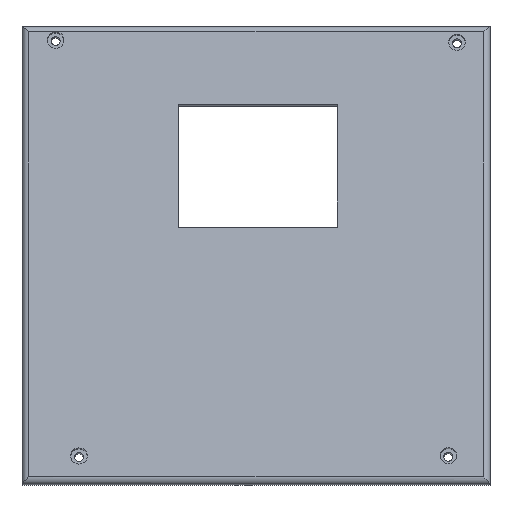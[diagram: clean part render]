
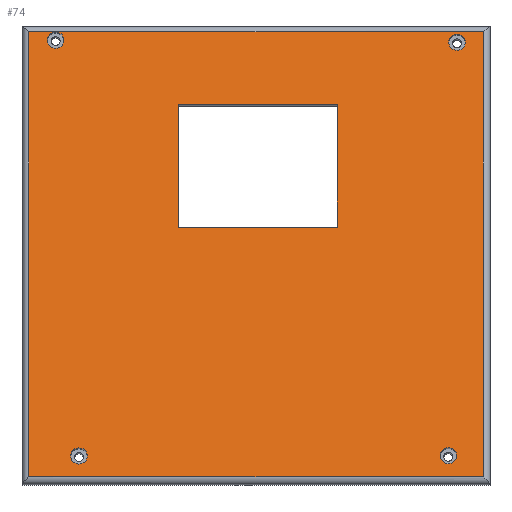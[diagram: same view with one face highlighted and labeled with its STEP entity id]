
A CAD part, top view. The second image highlights one B-rep face of the part: STEP entity #74.
In plain terms, the highlighted face is planar.
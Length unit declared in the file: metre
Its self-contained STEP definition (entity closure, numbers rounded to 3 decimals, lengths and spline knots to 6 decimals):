
#4 = DIRECTION ( 'NONE',  ( 0., -1., 0. ) ) ;
#6 = EDGE_CURVE ( 'NONE', #626, #803, #939, .T. ) ;
#21 = CARTESIAN_POINT ( 'NONE',  ( 0.107701, 0.086408, 0.003 ) ) ;
#22 = AXIS2_PLACEMENT_3D ( 'NONE', #1077, #460, #808 ) ;
#46 = ORIENTED_EDGE ( 'NONE', *, *, #272, .T. ) ;
#51 = DIRECTION ( 'NONE',  ( 0., -1., 0. ) ) ;
#54 = VECTOR ( 'NONE', #493, 1. ) ;
#74 = ADVANCED_FACE ( 'NONE', ( #529, #949, #345, #204, #466, #117 ), #997, .T. ) ;
#75 = CARTESIAN_POINT ( 'NONE',  ( 0.153669, 0.00923, 0.003 ) ) ;
#76 = VERTEX_POINT ( 'NONE', #21 ) ;
#85 = VERTEX_POINT ( 'NONE', #537 ) ;
#87 = EDGE_CURVE ( 'NONE', #732, #559, #556, .T. ) ;
#92 = EDGE_CURVE ( 'NONE', #958, #85, #660, .T. ) ;
#93 = CARTESIAN_POINT ( 'NONE',  ( 0.029836, 0.018135, 0.003 ) ) ;
#108 = DIRECTION ( 'NONE',  ( 0., 0., 1. ) ) ;
#113 = ORIENTED_EDGE ( 'NONE', *, *, #729, .F. ) ;
#115 = VERTEX_POINT ( 'NONE', #306 ) ;
#117 = FACE_OUTER_BOUND ( 'NONE', #961, .T. ) ;
#120 = CARTESIAN_POINT ( 'NONE',  ( 0.141131, 0.013221, 0.003 ) ) ;
#123 = DIRECTION ( 'NONE',  ( 0., 0., 1. ) ) ;
#131 = CARTESIAN_POINT ( 'NONE',  ( 0.151669, 0.148869, 0.003 ) ) ;
#138 = DIRECTION ( 'NONE',  ( -1., 0., 0. ) ) ;
#163 = CIRCLE ( 'NONE', #540, 0.0025 ) ;
#168 = CARTESIAN_POINT ( 'NONE',  ( 0.107701, 0.124408, 0.003 ) ) ;
#170 = CARTESIAN_POINT ( 'NONE',  ( 0.02285, 0.144281, 0.003 ) ) ;
#182 = CARTESIAN_POINT ( 'NONE',  ( 0.029836, 0.015635, 0.003 ) ) ;
#198 = ORIENTED_EDGE ( 'NONE', *, *, #87, .F. ) ;
#204 = FACE_BOUND ( 'NONE', #265, .T. ) ;
#245 = CIRCLE ( 'NONE', #553, 0.0025 ) ;
#247 = LINE ( 'NONE', #593, #274 ) ;
#256 = EDGE_CURVE ( 'NONE', #803, #806, #675, .T. ) ;
#262 = VERTEX_POINT ( 'NONE', #475 ) ;
#265 = EDGE_LOOP ( 'NONE', ( #294, #880 ) ) ;
#272 = EDGE_CURVE ( 'NONE', #806, #115, #654, .T. ) ;
#274 = VECTOR ( 'NONE', #852, 1. ) ;
#281 = CARTESIAN_POINT ( 'NONE',  ( 0.059701, 0.124408, 0.003 ) ) ;
#294 = ORIENTED_EDGE ( 'NONE', *, *, #746, .F. ) ;
#306 = CARTESIAN_POINT ( 'NONE',  ( 0.014701, 0.146869, 0.003 ) ) ;
#309 = ORIENTED_EDGE ( 'NONE', *, *, #415, .F. ) ;
#315 = AXIS2_PLACEMENT_3D ( 'NONE', #1089, #663, #51 ) ;
#316 = ORIENTED_EDGE ( 'NONE', *, *, #510, .T. ) ;
#319 = EDGE_CURVE ( 'NONE', #559, #76, #247, .T. ) ;
#331 = VECTOR ( 'NONE', #1006, 1. ) ;
#333 = VERTEX_POINT ( 'NONE', #168 ) ;
#345 = FACE_BOUND ( 'NONE', #353, .T. ) ;
#350 = CARTESIAN_POINT ( 'NONE',  ( 0.141131, 0.018221, 0.003 ) ) ;
#352 = DIRECTION ( 'NONE',  ( 0., -1., 0. ) ) ;
#353 = EDGE_LOOP ( 'NONE', ( #113, #392 ) ) ;
#354 = AXIS2_PLACEMENT_3D ( 'NONE', #182, #108, #1064 ) ;
#362 = CARTESIAN_POINT ( 'NONE',  ( 0.143759, 0.143617, 0.003 ) ) ;
#364 = VERTEX_POINT ( 'NONE', #350 ) ;
#386 = ORIENTED_EDGE ( 'NONE', *, *, #457, .F. ) ;
#387 = CARTESIAN_POINT ( 'NONE',  ( 0.143759, 0.143617, 0.003 ) ) ;
#392 = ORIENTED_EDGE ( 'NONE', *, *, #92, .F. ) ;
#402 = VECTOR ( 'NONE', #1046, 1. ) ;
#415 = EDGE_CURVE ( 'NONE', #364, #849, #1038, .T. ) ;
#418 = AXIS2_PLACEMENT_3D ( 'NONE', #362, #565, #893 ) ;
#419 = VERTEX_POINT ( 'NONE', #1040 ) ;
#420 = DIRECTION ( 'NONE',  ( -1., 0., 0. ) ) ;
#429 = DIRECTION ( 'NONE',  ( 0., 0., 1. ) ) ;
#431 = DIRECTION ( 'NONE',  ( 0., -1., 0. ) ) ;
#435 = AXIS2_PLACEMENT_3D ( 'NONE', #170, #862, #431 ) ;
#438 = ORIENTED_EDGE ( 'NONE', *, *, #6, .T. ) ;
#442 = CIRCLE ( 'NONE', #769, 0.0025 ) ;
#451 = VECTOR ( 'NONE', #1051, 1. ) ;
#457 = EDGE_CURVE ( 'NONE', #1075, #419, #641, .T. ) ;
#460 = DIRECTION ( 'NONE',  ( 0., 0., 1. ) ) ;
#466 = FACE_BOUND ( 'NONE', #930, .T. ) ;
#475 = CARTESIAN_POINT ( 'NONE',  ( 0.029836, 0.013135, 0.003 ) ) ;
#477 = EDGE_CURVE ( 'NONE', #76, #333, #1037, .T. ) ;
#478 = ORIENTED_EDGE ( 'NONE', *, *, #594, .F. ) ;
#481 = EDGE_LOOP ( 'NONE', ( #198, #478, #695, #1018 ) ) ;
#493 = DIRECTION ( 'NONE',  ( 1., 0., 0. ) ) ;
#505 = VECTOR ( 'NONE', #138, 1. ) ;
#510 = EDGE_CURVE ( 'NONE', #115, #626, #615, .T. ) ;
#513 = VERTEX_POINT ( 'NONE', #93 ) ;
#529 = FACE_BOUND ( 'NONE', #481, .T. ) ;
#536 = DIRECTION ( 'NONE',  ( 0., -1., 0. ) ) ;
#537 = CARTESIAN_POINT ( 'NONE',  ( 0.143759, 0.141117, 0.003 ) ) ;
#540 = AXIS2_PLACEMENT_3D ( 'NONE', #825, #1073, #1080 ) ;
#553 = AXIS2_PLACEMENT_3D ( 'NONE', #387, #731, #962 ) ;
#556 = LINE ( 'NONE', #281, #451 ) ;
#559 = VERTEX_POINT ( 'NONE', #1033 ) ;
#565 = DIRECTION ( 'NONE',  ( 0., 0., 1. ) ) ;
#593 = CARTESIAN_POINT ( 'NONE',  ( 0.059701, 0.086408, 0.003 ) ) ;
#594 = EDGE_CURVE ( 'NONE', #333, #732, #918, .T. ) ;
#612 = EDGE_CURVE ( 'NONE', #513, #262, #163, .T. ) ;
#615 = LINE ( 'NONE', #854, #782 ) ;
#626 = VERTEX_POINT ( 'NONE', #725 ) ;
#641 = CIRCLE ( 'NONE', #435, 0.0025 ) ;
#654 = LINE ( 'NONE', #1104, #1020 ) ;
#660 = CIRCLE ( 'NONE', #418, 0.0025 ) ;
#661 = CARTESIAN_POINT ( 'NONE',  ( 0.02285, 0.141781, 0.003 ) ) ;
#663 = DIRECTION ( 'NONE',  ( 0., 0., 1. ) ) ;
#665 = EDGE_CURVE ( 'NONE', #849, #364, #684, .T. ) ;
#675 = LINE ( 'NONE', #131, #331 ) ;
#684 = CIRCLE ( 'NONE', #315, 0.0025 ) ;
#694 = CIRCLE ( 'NONE', #354, 0.0025 ) ;
#695 = ORIENTED_EDGE ( 'NONE', *, *, #477, .F. ) ;
#698 = CARTESIAN_POINT ( 'NONE',  ( 0.107701, 0.124408, 0.003 ) ) ;
#725 = CARTESIAN_POINT ( 'NONE',  ( 0.014701, 0.00923, 0.003 ) ) ;
#727 = ORIENTED_EDGE ( 'NONE', *, *, #665, .F. ) ;
#729 = EDGE_CURVE ( 'NONE', #85, #958, #245, .T. ) ;
#731 = DIRECTION ( 'NONE',  ( 0., 0., 1. ) ) ;
#732 = VERTEX_POINT ( 'NONE', #870 ) ;
#746 = EDGE_CURVE ( 'NONE', #262, #513, #694, .T. ) ;
#769 = AXIS2_PLACEMENT_3D ( 'NONE', #899, #123, #536 ) ;
#782 = VECTOR ( 'NONE', #352, 1. ) ;
#803 = VERTEX_POINT ( 'NONE', #1048 ) ;
#806 = VERTEX_POINT ( 'NONE', #967 ) ;
#808 = DIRECTION ( 'NONE',  ( 1., 0., 0. ) ) ;
#825 = CARTESIAN_POINT ( 'NONE',  ( 0.029836, 0.015635, 0.003 ) ) ;
#826 = EDGE_LOOP ( 'NONE', ( #386, #898 ) ) ;
#849 = VERTEX_POINT ( 'NONE', #120 ) ;
#852 = DIRECTION ( 'NONE',  ( 1., 0., 0. ) ) ;
#854 = CARTESIAN_POINT ( 'NONE',  ( 0.014701, 0.00723, 0.003 ) ) ;
#862 = DIRECTION ( 'NONE',  ( 0., 0., 1. ) ) ;
#870 = CARTESIAN_POINT ( 'NONE',  ( 0.059701, 0.124408, 0.003 ) ) ;
#880 = ORIENTED_EDGE ( 'NONE', *, *, #612, .F. ) ;
#890 = AXIS2_PLACEMENT_3D ( 'NONE', #1045, #429, #4 ) ;
#893 = DIRECTION ( 'NONE',  ( 0., -1., 0. ) ) ;
#898 = ORIENTED_EDGE ( 'NONE', *, *, #936, .F. ) ;
#899 = CARTESIAN_POINT ( 'NONE',  ( 0.02285, 0.144281, 0.003 ) ) ;
#910 = CARTESIAN_POINT ( 'NONE',  ( 0.059701, 0.124408, 0.003 ) ) ;
#918 = LINE ( 'NONE', #910, #505 ) ;
#930 = EDGE_LOOP ( 'NONE', ( #727, #309 ) ) ;
#936 = EDGE_CURVE ( 'NONE', #419, #1075, #442, .T. ) ;
#939 = LINE ( 'NONE', #75, #54 ) ;
#949 = FACE_BOUND ( 'NONE', #826, .T. ) ;
#958 = VERTEX_POINT ( 'NONE', #1067 ) ;
#961 = EDGE_LOOP ( 'NONE', ( #1047, #46, #316, #438 ) ) ;
#962 = DIRECTION ( 'NONE',  ( 0., -1., 0. ) ) ;
#967 = CARTESIAN_POINT ( 'NONE',  ( 0.151669, 0.146869, 0.003 ) ) ;
#997 = PLANE ( 'NONE',  #22 ) ;
#1006 = DIRECTION ( 'NONE',  ( 0., 1., 0. ) ) ;
#1018 = ORIENTED_EDGE ( 'NONE', *, *, #319, .F. ) ;
#1020 = VECTOR ( 'NONE', #420, 1. ) ;
#1033 = CARTESIAN_POINT ( 'NONE',  ( 0.059701, 0.086408, 0.003 ) ) ;
#1037 = LINE ( 'NONE', #698, #402 ) ;
#1038 = CIRCLE ( 'NONE', #890, 0.0025 ) ;
#1040 = CARTESIAN_POINT ( 'NONE',  ( 0.02285, 0.146781, 0.003 ) ) ;
#1045 = CARTESIAN_POINT ( 'NONE',  ( 0.141131, 0.015721, 0.003 ) ) ;
#1046 = DIRECTION ( 'NONE',  ( 0., 1., 0. ) ) ;
#1047 = ORIENTED_EDGE ( 'NONE', *, *, #256, .T. ) ;
#1048 = CARTESIAN_POINT ( 'NONE',  ( 0.151669, 0.00923, 0.003 ) ) ;
#1051 = DIRECTION ( 'NONE',  ( 0., -1., 0. ) ) ;
#1064 = DIRECTION ( 'NONE',  ( 0., -1., 0. ) ) ;
#1067 = CARTESIAN_POINT ( 'NONE',  ( 0.143759, 0.146117, 0.003 ) ) ;
#1073 = DIRECTION ( 'NONE',  ( 0., 0., 1. ) ) ;
#1075 = VERTEX_POINT ( 'NONE', #661 ) ;
#1077 = CARTESIAN_POINT ( 'NONE',  ( 0., 0., 0.003 ) ) ;
#1080 = DIRECTION ( 'NONE',  ( 0., -1., 0. ) ) ;
#1089 = CARTESIAN_POINT ( 'NONE',  ( 0.141131, 0.015721, 0.003 ) ) ;
#1104 = CARTESIAN_POINT ( 'NONE',  ( 0.012701, 0.146869, 0.003 ) ) ;
